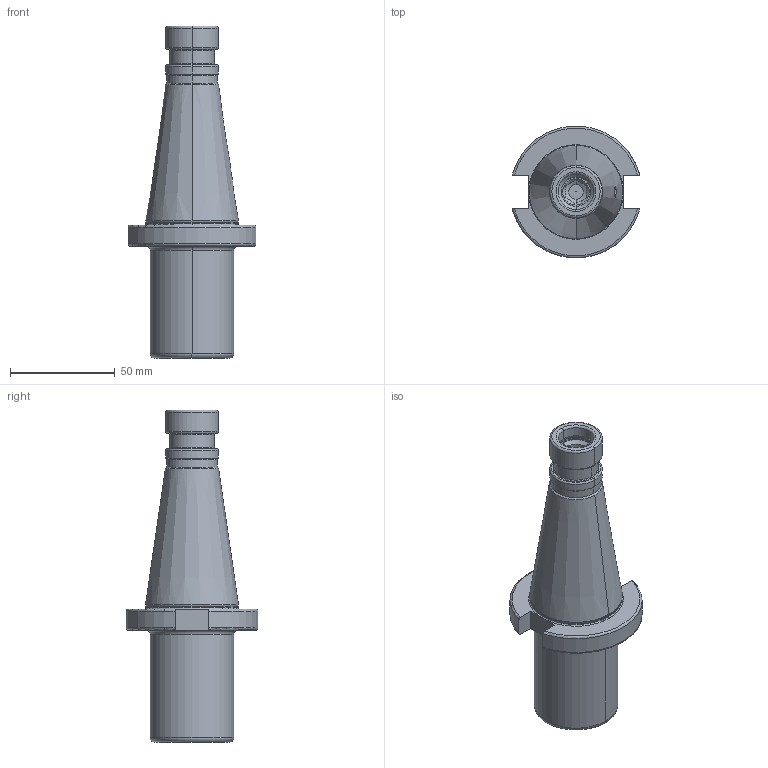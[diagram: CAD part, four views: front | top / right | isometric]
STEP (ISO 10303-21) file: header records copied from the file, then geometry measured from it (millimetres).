
FILE_DESCRIPTION((''),'2;1');
FILE_NAME('401_08_03','2020-09-03T',('103090'),(''),'CREO PARAMETRIC BY PTC INC, 2016260','CREO PARAMETRIC BY PTC INC, 2016260','');
FILE_SCHEMA(('CONFIG_CONTROL_DESIGN'));
Length unit declared in the file: millimetre
Products named in the file (1): 401_08_03
Bounding box: 60.91 x 62.76 x 158.4 mm (x, y, z)
Volume: 137175.8 mm3; surface area: 34240.1 mm2
Topology: 1 solids, 1 shells, 151 faces, 348 edges, 206 vertices
Faces by surface type: plane 45, cylinder 38, cone 38, torus 30
Entity records: 4548 total; most frequent: CARTESIAN_POINT 1034, DIRECTION 782, ORIENTED_EDGE 696, EDGE_CURVE 348, AXIS2_PLACEMENT_3D 324, VERTEX_POINT 206, CIRCLE 170, EDGE_LOOP 164
